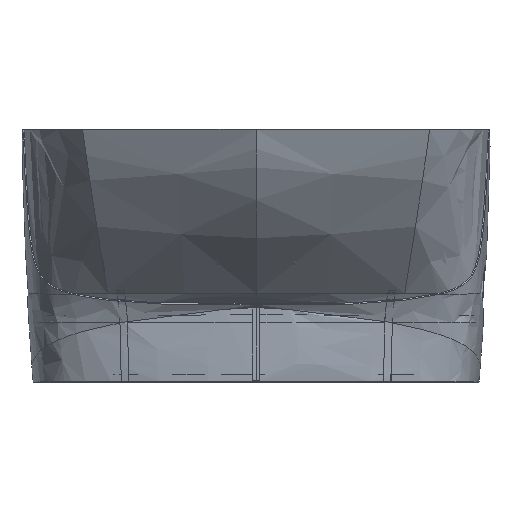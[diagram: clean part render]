
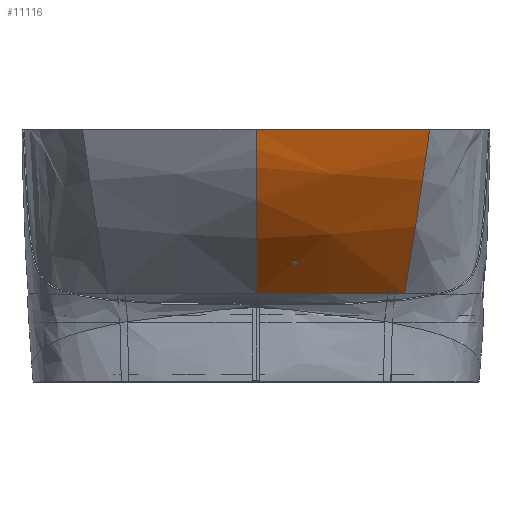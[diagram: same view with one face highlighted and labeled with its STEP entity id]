
A CAD part, top view. The second image highlights one B-rep face of the part: STEP entity #11116.
In plain terms, the highlighted free-form (B-spline) face has degree [3, 3] with [7, 8] control points.
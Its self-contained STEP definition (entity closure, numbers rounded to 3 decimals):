
#40=(
BOUNDED_CURVE()
B_SPLINE_CURVE(5,(#56709,#56710,#56711,#56712,#56713,#56714,#56715,#56716),
 .UNSPECIFIED.,.F.,.F.)
B_SPLINE_CURVE_WITH_KNOTS((6,1,1,6),(-0.984,-0.9,-0.8,-0.775),
 .UNSPECIFIED.)
CURVE()
GEOMETRIC_REPRESENTATION_ITEM()
RATIONAL_B_SPLINE_CURVE((1.,1.,1.,1.,1.,1.,1.,1.))
REPRESENTATION_ITEM('')
);
#42=(
BOUNDED_CURVE()
B_SPLINE_CURVE(5,(#56776,#56777,#56778,#56779,#56780,#56781,#56782),
 .UNSPECIFIED.,.F.,.F.)
B_SPLINE_CURVE_WITH_KNOTS((6,1,6),(0.839,0.867,
0.93),.UNSPECIFIED.)
CURVE()
GEOMETRIC_REPRESENTATION_ITEM()
RATIONAL_B_SPLINE_CURVE((1.,1.,1.,1.,1.,1.,1.))
REPRESENTATION_ITEM('')
);
#43=(
BOUNDED_CURVE()
B_SPLINE_CURVE(5,(#56783,#56784,#56785,#56786,#56787,#56788,#56789),
 .UNSPECIFIED.,.F.,.F.)
B_SPLINE_CURVE_WITH_KNOTS((6,1,6),(0.93,0.933,
1.),.UNSPECIFIED.)
CURVE()
GEOMETRIC_REPRESENTATION_ITEM()
RATIONAL_B_SPLINE_CURVE((1.,1.,1.,1.,1.,1.,1.))
REPRESENTATION_ITEM('')
);
#3572=FACE_OUTER_BOUND('',#4217,.T.);
#4217=EDGE_LOOP('',(#10369,#10370,#10371,#10372,#10373));
#4554=B_SPLINE_CURVE_WITH_KNOTS('',3,(#56882,#56883,#56884,#56885,#56886),
 .UNSPECIFIED.,.F.,.F.,(4,1,4),(0.,40.984,49.628),
 .UNSPECIFIED.);
#4555=B_SPLINE_CURVE_WITH_KNOTS('',3,(#56943,#56944,#56945,#56946,#56947,
#56948),.UNSPECIFIED.,.F.,.F.,(4,2,4),(-37.281,-17.454,
0.),.UNSPECIFIED.);
#5604=VERTEX_POINT('',#56680);
#5607=VERTEX_POINT('',#56701);
#5608=VERTEX_POINT('',#56767);
#5609=VERTEX_POINT('',#56775);
#5611=VERTEX_POINT('',#56873);
#7195=EDGE_CURVE('',#5607,#5604,#40,.T.);
#7197=EDGE_CURVE('',#5608,#5609,#42,.T.);
#7198=EDGE_CURVE('',#5609,#5607,#43,.T.);
#7202=EDGE_CURVE('',#5608,#5611,#4554,.T.);
#7203=EDGE_CURVE('',#5604,#5611,#4555,.T.);
#10369=ORIENTED_EDGE('',*,*,#7203,.F.);
#10370=ORIENTED_EDGE('',*,*,#7195,.F.);
#10371=ORIENTED_EDGE('',*,*,#7198,.F.);
#10372=ORIENTED_EDGE('',*,*,#7197,.F.);
#10373=ORIENTED_EDGE('',*,*,#7202,.T.);
#10511=B_SPLINE_SURFACE_WITH_KNOTS('',3,3,((#56887,#56888,#56889,#56890,
#56891,#56892,#56893,#56894),(#56895,#56896,#56897,#56898,#56899,#56900,
#56901,#56902),(#56903,#56904,#56905,#56906,#56907,#56908,#56909,#56910),
(#56911,#56912,#56913,#56914,#56915,#56916,#56917,#56918),(#56919,#56920,
#56921,#56922,#56923,#56924,#56925,#56926),(#56927,#56928,#56929,#56930,
#56931,#56932,#56933,#56934),(#56935,#56936,#56937,#56938,#56939,#56940,
#56941,#56942)),.UNSPECIFIED.,.F.,.F.,.F.,(4,1,1,1,4),(4,1,1,1,1,4),(0.,
0.286,0.571,0.857,1.),(0.,0.061,
0.121,0.182,0.243,0.363),
 .UNSPECIFIED.);
#11116=ADVANCED_FACE('',(#3572),#10511,.F.);
#56680=CARTESIAN_POINT('',(0.,24.,30.172));
#56701=CARTESIAN_POINT('',(0.,8.4,16.762));
#56709=CARTESIAN_POINT('Ctrl Pts',(0.,8.4,16.762));
#56710=CARTESIAN_POINT('Ctrl Pts',(0.,9.731,18.615));
#56711=CARTESIAN_POINT('Ctrl Pts',(0.,12.545,22.279));
#56712=CARTESIAN_POINT('Ctrl Pts',(0.,15.532,25.511));
#56713=CARTESIAN_POINT('Ctrl Pts',(0.,18.432,27.785));
#56714=CARTESIAN_POINT('Ctrl Pts',(0.,21.57,29.328));
#56715=CARTESIAN_POINT('Ctrl Pts',(0.,23.586,30.037));
#56716=CARTESIAN_POINT('Ctrl Pts',(0.,24.,30.172));
#56767=CARTESIAN_POINT('',(14.144,8.4,15.577));
#56775=CARTESIAN_POINT('',(6.804,8.4,16.445));
#56776=CARTESIAN_POINT('Ctrl Pts',(14.144,8.4,15.577));
#56777=CARTESIAN_POINT('Ctrl Pts',(13.773,8.4,15.644));
#56778=CARTESIAN_POINT('Ctrl Pts',(12.495,8.4,15.859));
#56779=CARTESIAN_POINT('Ctrl Pts',(11.09,8.4,16.047));
#56780=CARTESIAN_POINT('Ctrl Pts',(9.575,8.4,16.214));
#56781=CARTESIAN_POINT('Ctrl Pts',(7.968,8.4,16.358));
#56782=CARTESIAN_POINT('Ctrl Pts',(6.804,8.4,16.445));
#56783=CARTESIAN_POINT('Ctrl Pts',(6.804,8.4,16.445));
#56784=CARTESIAN_POINT('Ctrl Pts',(6.748,8.4,16.449));
#56785=CARTESIAN_POINT('Ctrl Pts',(5.469,8.4,16.545));
#56786=CARTESIAN_POINT('Ctrl Pts',(4.142,8.4,16.625));
#56787=CARTESIAN_POINT('Ctrl Pts',(2.776,8.4,16.689));
#56788=CARTESIAN_POINT('Ctrl Pts',(1.373,8.4,16.735));
#56789=CARTESIAN_POINT('Ctrl Pts',(0.,8.4,16.762));
#56873=CARTESIAN_POINT('',(16.525,24.,26.945));
#56882=CARTESIAN_POINT('Ctrl Pts',(14.144,8.4,15.577));
#56883=CARTESIAN_POINT('Ctrl Pts',(14.76,12.139,19.393));
#56884=CARTESIAN_POINT('Ctrl Pts',(15.549,17.074,23.873));
#56885=CARTESIAN_POINT('Ctrl Pts',(16.379,22.954,26.53));
#56886=CARTESIAN_POINT('Ctrl Pts',(16.525,24.,26.945));
#56887=CARTESIAN_POINT('Ctrl Pts',(14.144,8.4,15.577));
#56888=CARTESIAN_POINT('Ctrl Pts',(14.298,9.335,16.531));
#56889=CARTESIAN_POINT('Ctrl Pts',(14.611,11.246,18.424));
#56890=CARTESIAN_POINT('Ctrl Pts',(15.092,14.268,21.115));
#56891=CARTESIAN_POINT('Ctrl Pts',(15.585,17.475,23.551));
#56892=CARTESIAN_POINT('Ctrl Pts',(16.255,22.018,26.309));
#56893=CARTESIAN_POINT('Ctrl Pts',(16.773,25.781,27.683));
#56894=CARTESIAN_POINT('Ctrl Pts',(17.117,28.354,28.382));
#56895=CARTESIAN_POINT('Ctrl Pts',(13.101,8.4,15.765));
#56896=CARTESIAN_POINT('Ctrl Pts',(13.245,9.355,16.742));
#56897=CARTESIAN_POINT('Ctrl Pts',(13.535,11.298,18.676));
#56898=CARTESIAN_POINT('Ctrl Pts',(13.973,14.346,21.412));
#56899=CARTESIAN_POINT('Ctrl Pts',(14.417,17.56,23.879));
#56900=CARTESIAN_POINT('Ctrl Pts',(15.012,22.092,26.661));
#56901=CARTESIAN_POINT('Ctrl Pts',(15.466,25.83,28.035));
#56902=CARTESIAN_POINT('Ctrl Pts',(15.765,28.382,28.728));
#56903=CARTESIAN_POINT('Ctrl Pts',(10.792,8.4,16.094));
#56904=CARTESIAN_POINT('Ctrl Pts',(10.908,9.37,17.126));
#56905=CARTESIAN_POINT('Ctrl Pts',(11.138,11.324,19.137));
#56906=CARTESIAN_POINT('Ctrl Pts',(11.48,14.33,21.916));
#56907=CARTESIAN_POINT('Ctrl Pts',(11.819,17.447,24.377));
#56908=CARTESIAN_POINT('Ctrl Pts',(12.267,21.79,27.119));
#56909=CARTESIAN_POINT('Ctrl Pts',(12.601,25.334,28.467));
#56910=CARTESIAN_POINT('Ctrl Pts',(12.818,27.768,29.143));
#56911=CARTESIAN_POINT('Ctrl Pts',(6.786,8.4,16.474));
#56912=CARTESIAN_POINT('Ctrl Pts',(6.85,9.352,17.602));
#56913=CARTESIAN_POINT('Ctrl Pts',(6.976,11.236,19.734));
#56914=CARTESIAN_POINT('Ctrl Pts',(7.163,14.034,22.53));
#56915=CARTESIAN_POINT('Ctrl Pts',(7.347,16.848,24.904));
#56916=CARTESIAN_POINT('Ctrl Pts',(7.59,20.68,27.481));
#56917=CARTESIAN_POINT('Ctrl Pts',(7.769,23.749,28.756));
#56918=CARTESIAN_POINT('Ctrl Pts',(7.886,25.91,29.399));
#56919=CARTESIAN_POINT('Ctrl Pts',(3.111,8.4,16.68));
#56920=CARTESIAN_POINT('Ctrl Pts',(3.134,9.328,17.894));
#56921=CARTESIAN_POINT('Ctrl Pts',(3.18,11.142,20.143));
#56922=CARTESIAN_POINT('Ctrl Pts',(3.25,13.767,22.988));
#56923=CARTESIAN_POINT('Ctrl Pts',(3.321,16.344,25.327));
#56924=CARTESIAN_POINT('Ctrl Pts',(3.416,19.79,27.815));
#56925=CARTESIAN_POINT('Ctrl Pts',(3.487,22.511,29.049));
#56926=CARTESIAN_POINT('Ctrl Pts',(3.535,24.473,29.671));
#56927=CARTESIAN_POINT('Ctrl Pts',(0.787,8.4,16.746));
#56928=CARTESIAN_POINT('Ctrl Pts',(0.792,9.321,18.011));
#56929=CARTESIAN_POINT('Ctrl Pts',(0.803,11.115,20.342));
#56930=CARTESIAN_POINT('Ctrl Pts',(0.818,13.689,23.266));
#56931=CARTESIAN_POINT('Ctrl Pts',(0.835,16.197,25.651));
#56932=CARTESIAN_POINT('Ctrl Pts',(0.857,19.534,28.167));
#56933=CARTESIAN_POINT('Ctrl Pts',(0.873,22.159,29.405));
#56934=CARTESIAN_POINT('Ctrl Pts',(0.885,24.064,30.024));
#56935=CARTESIAN_POINT('Ctrl Pts',(0.,8.4,16.762));
#56936=CARTESIAN_POINT('Ctrl Pts',(0.,9.32,18.043));
#56937=CARTESIAN_POINT('Ctrl Pts',(0.,11.111,
20.404));
#56938=CARTESIAN_POINT('Ctrl Pts',(0.,13.677,
23.361));
#56939=CARTESIAN_POINT('Ctrl Pts',(0.,16.174,
25.771));
#56940=CARTESIAN_POINT('Ctrl Pts',(0.,19.494,
28.309));
#56941=CARTESIAN_POINT('Ctrl Pts',(0.,22.104,
29.553));
#56942=CARTESIAN_POINT('Ctrl Pts',(0.,24.,30.172));
#56943=CARTESIAN_POINT('Ctrl Pts',(0.,24.,30.172));
#56944=CARTESIAN_POINT('Ctrl Pts',(2.869,24.,29.625));
#56945=CARTESIAN_POINT('Ctrl Pts',(5.842,24.,29.122));
#56946=CARTESIAN_POINT('Ctrl Pts',(11.68,24.,28.035));
#56947=CARTESIAN_POINT('Ctrl Pts',(14.304,24.,27.508));
#56948=CARTESIAN_POINT('Ctrl Pts',(16.525,24.,26.945));
